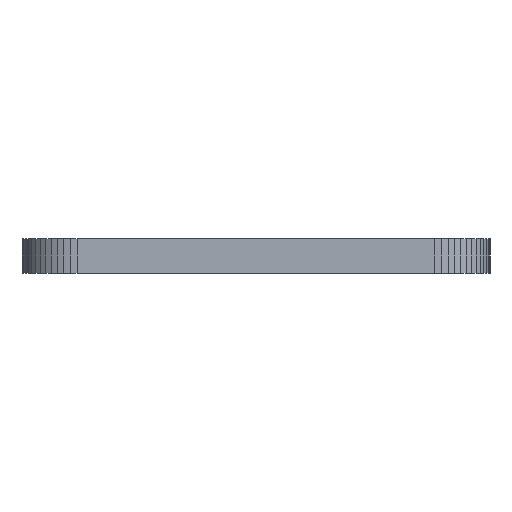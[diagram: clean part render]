
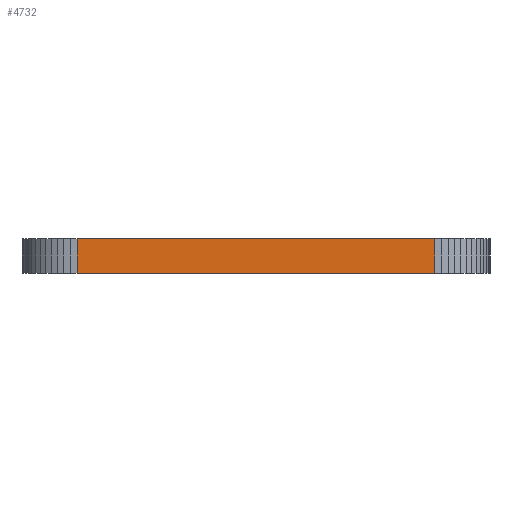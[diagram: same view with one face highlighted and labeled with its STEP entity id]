
A CAD part, left-side view. The second image highlights one B-rep face of the part: STEP entity #4732.
In plain terms, the highlighted planar face has unit normal (-1, 0, 0).
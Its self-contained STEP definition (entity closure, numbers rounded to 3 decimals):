
#83 = PLANE('',#84);
#84 = AXIS2_PLACEMENT_3D('',#85,#86,#87);
#85 = CARTESIAN_POINT('',(72.181,-67.644,1.58));
#86 = DIRECTION('',(-0.,-0.,-1.));
#87 = DIRECTION('',(-1.,0.,0.));
#137 = PLANE('',#138);
#138 = AXIS2_PLACEMENT_3D('',#139,#140,#141);
#139 = CARTESIAN_POINT('',(72.181,-67.644,0.));
#140 = DIRECTION('',(-0.,-0.,-1.));
#141 = DIRECTION('',(-1.,0.,0.));
#1338 = VERTEX_POINT('',#1339);
#1339 = CARTESIAN_POINT('',(56.941,-75.899,0.));
#1353 = PLANE('',#1354);
#1354 = AXIS2_PLACEMENT_3D('',#1355,#1356,#1357);
#1355 = CARTESIAN_POINT('',(56.96,-76.205,0.));
#1356 = DIRECTION('',(-0.998,-0.06,0.));
#1357 = DIRECTION('',(-0.06,0.998,0.));
#1365 = EDGE_CURVE('',#1338,#1366,#1368,.T.);
#1366 = VERTEX_POINT('',#1367);
#1367 = CARTESIAN_POINT('',(56.941,-59.389,0.));
#1368 = SURFACE_CURVE('',#1369,(#1373,#1380),.PCURVE_S1.);
#1369 = LINE('',#1370,#1371);
#1370 = CARTESIAN_POINT('',(56.941,-75.899,0.));
#1371 = VECTOR('',#1372,1.);
#1372 = DIRECTION('',(0.,1.,0.));
#1373 = PCURVE('',#137,#1374);
#1374 = DEFINITIONAL_REPRESENTATION('',(#1375),#1379);
#1375 = LINE('',#1376,#1377);
#1376 = CARTESIAN_POINT('',(15.24,-8.255));
#1377 = VECTOR('',#1378,1.);
#1378 = DIRECTION('',(0.,1.));
#1379 = ( GEOMETRIC_REPRESENTATION_CONTEXT(2) 
PARAMETRIC_REPRESENTATION_CONTEXT() REPRESENTATION_CONTEXT('2D SPACE',''
  ) );
#1380 = PCURVE('',#1381,#1386);
#1381 = PLANE('',#1382);
#1382 = AXIS2_PLACEMENT_3D('',#1383,#1384,#1385);
#1383 = CARTESIAN_POINT('',(56.941,-75.899,0.));
#1384 = DIRECTION('',(-1.,0.,0.));
#1385 = DIRECTION('',(0.,1.,0.));
#1386 = DEFINITIONAL_REPRESENTATION('',(#1387),#1391);
#1387 = LINE('',#1388,#1389);
#1388 = CARTESIAN_POINT('',(0.,0.));
#1389 = VECTOR('',#1390,1.);
#1390 = DIRECTION('',(1.,0.));
#1391 = ( GEOMETRIC_REPRESENTATION_CONTEXT(2) 
PARAMETRIC_REPRESENTATION_CONTEXT() REPRESENTATION_CONTEXT('2D SPACE',''
  ) );
#1409 = PLANE('',#1410);
#1410 = AXIS2_PLACEMENT_3D('',#1411,#1412,#1413);
#1411 = CARTESIAN_POINT('',(56.941,-59.389,0.));
#1412 = DIRECTION('',(-0.998,0.06,0.));
#1413 = DIRECTION('',(0.06,0.998,0.));
#3161 = VERTEX_POINT('',#3162);
#3162 = CARTESIAN_POINT('',(56.941,-75.899,1.58));
#3183 = EDGE_CURVE('',#3161,#3184,#3186,.T.);
#3184 = VERTEX_POINT('',#3185);
#3185 = CARTESIAN_POINT('',(56.941,-59.389,1.58));
#3186 = SURFACE_CURVE('',#3187,(#3191,#3198),.PCURVE_S1.);
#3187 = LINE('',#3188,#3189);
#3188 = CARTESIAN_POINT('',(56.941,-75.899,1.58));
#3189 = VECTOR('',#3190,1.);
#3190 = DIRECTION('',(0.,1.,0.));
#3191 = PCURVE('',#83,#3192);
#3192 = DEFINITIONAL_REPRESENTATION('',(#3193),#3197);
#3193 = LINE('',#3194,#3195);
#3194 = CARTESIAN_POINT('',(15.24,-8.255));
#3195 = VECTOR('',#3196,1.);
#3196 = DIRECTION('',(0.,1.));
#3197 = ( GEOMETRIC_REPRESENTATION_CONTEXT(2) 
PARAMETRIC_REPRESENTATION_CONTEXT() REPRESENTATION_CONTEXT('2D SPACE',''
  ) );
#3198 = PCURVE('',#1381,#3199);
#3199 = DEFINITIONAL_REPRESENTATION('',(#3200),#3204);
#3200 = LINE('',#3201,#3202);
#3201 = CARTESIAN_POINT('',(0.,-1.58));
#3202 = VECTOR('',#3203,1.);
#3203 = DIRECTION('',(1.,0.));
#3204 = ( GEOMETRIC_REPRESENTATION_CONTEXT(2) 
PARAMETRIC_REPRESENTATION_CONTEXT() REPRESENTATION_CONTEXT('2D SPACE',''
  ) );
#4682 = EDGE_CURVE('',#1366,#3184,#4683,.T.);
#4683 = SURFACE_CURVE('',#4684,(#4688,#4695),.PCURVE_S1.);
#4684 = LINE('',#4685,#4686);
#4685 = CARTESIAN_POINT('',(56.941,-59.389,0.));
#4686 = VECTOR('',#4687,1.);
#4687 = DIRECTION('',(0.,0.,1.));
#4688 = PCURVE('',#1409,#4689);
#4689 = DEFINITIONAL_REPRESENTATION('',(#4690),#4694);
#4690 = LINE('',#4691,#4692);
#4691 = CARTESIAN_POINT('',(0.,0.));
#4692 = VECTOR('',#4693,1.);
#4693 = DIRECTION('',(0.,-1.));
#4694 = ( GEOMETRIC_REPRESENTATION_CONTEXT(2) 
PARAMETRIC_REPRESENTATION_CONTEXT() REPRESENTATION_CONTEXT('2D SPACE',''
  ) );
#4695 = PCURVE('',#1381,#4696);
#4696 = DEFINITIONAL_REPRESENTATION('',(#4697),#4701);
#4697 = LINE('',#4698,#4699);
#4698 = CARTESIAN_POINT('',(16.51,0.));
#4699 = VECTOR('',#4700,1.);
#4700 = DIRECTION('',(0.,-1.));
#4701 = ( GEOMETRIC_REPRESENTATION_CONTEXT(2) 
PARAMETRIC_REPRESENTATION_CONTEXT() REPRESENTATION_CONTEXT('2D SPACE',''
  ) );
#4732 = ADVANCED_FACE('',(#4733),#1381,.T.);
#4733 = FACE_BOUND('',#4734,.T.);
#4734 = EDGE_LOOP('',(#4735,#4756,#4757,#4758));
#4735 = ORIENTED_EDGE('',*,*,#4736,.T.);
#4736 = EDGE_CURVE('',#1338,#3161,#4737,.T.);
#4737 = SURFACE_CURVE('',#4738,(#4742,#4749),.PCURVE_S1.);
#4738 = LINE('',#4739,#4740);
#4739 = CARTESIAN_POINT('',(56.941,-75.899,0.));
#4740 = VECTOR('',#4741,1.);
#4741 = DIRECTION('',(0.,0.,1.));
#4742 = PCURVE('',#1381,#4743);
#4743 = DEFINITIONAL_REPRESENTATION('',(#4744),#4748);
#4744 = LINE('',#4745,#4746);
#4745 = CARTESIAN_POINT('',(0.,0.));
#4746 = VECTOR('',#4747,1.);
#4747 = DIRECTION('',(0.,-1.));
#4748 = ( GEOMETRIC_REPRESENTATION_CONTEXT(2) 
PARAMETRIC_REPRESENTATION_CONTEXT() REPRESENTATION_CONTEXT('2D SPACE',''
  ) );
#4749 = PCURVE('',#1353,#4750);
#4750 = DEFINITIONAL_REPRESENTATION('',(#4751),#4755);
#4751 = LINE('',#4752,#4753);
#4752 = CARTESIAN_POINT('',(0.307,0.));
#4753 = VECTOR('',#4754,1.);
#4754 = DIRECTION('',(0.,-1.));
#4755 = ( GEOMETRIC_REPRESENTATION_CONTEXT(2) 
PARAMETRIC_REPRESENTATION_CONTEXT() REPRESENTATION_CONTEXT('2D SPACE',''
  ) );
#4756 = ORIENTED_EDGE('',*,*,#3183,.T.);
#4757 = ORIENTED_EDGE('',*,*,#4682,.F.);
#4758 = ORIENTED_EDGE('',*,*,#1365,.F.);
